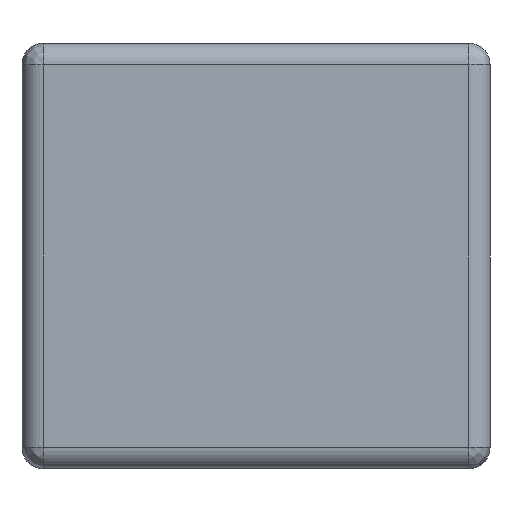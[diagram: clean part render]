
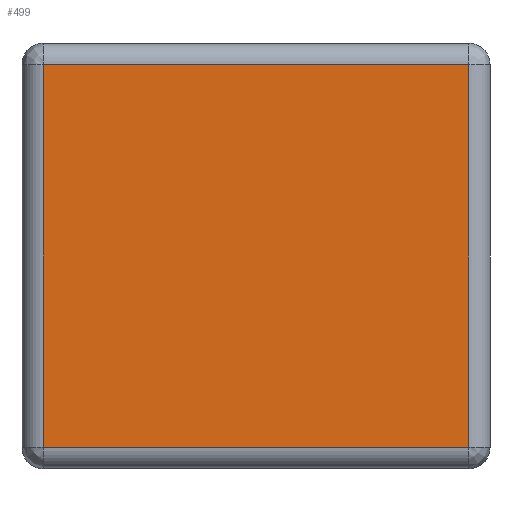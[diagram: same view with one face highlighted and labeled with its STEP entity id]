
A CAD part, left-side view. The second image highlights one B-rep face of the part: STEP entity #499.
In plain terms, the highlighted planar face has unit normal (-1, 0, 0).
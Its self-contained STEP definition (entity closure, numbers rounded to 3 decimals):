
#288=VERTEX_POINT('NONE',#289);
#289=CARTESIAN_POINT('',(-0.3,0.015,-0.135));
#298=VERTEX_POINT('NONE',#299);
#299=CARTESIAN_POINT('',(-0.3,0.015,0.135));
#306=EDGE_CURVE('NONE',#298,#288,#307,.T.);
#307=LINE('',#308,#309);
#308=CARTESIAN_POINT('',(-0.3,0.015,-0.15));
#309=VECTOR('',#310,1.0);
#310=DIRECTION('',(0.,0.0,-1.0));
#350=EDGE_CURVE('NONE',#288,#351,#353,.T.);
#351=VERTEX_POINT('NONE',#352);
#352=CARTESIAN_POINT('',(-0.3,0.315,-0.135));
#353=LINE('',#354,#355);
#354=CARTESIAN_POINT('',(-0.3,0.33,-0.135));
#355=VECTOR('',#356,1.0);
#356=DIRECTION('',(0.0,1.0,0.0));
#404=EDGE_CURVE('NONE',#351,#405,#407,.T.);
#405=VERTEX_POINT('NONE',#406);
#406=CARTESIAN_POINT('',(-0.3,0.315,0.135));
#407=LINE('',#408,#409);
#408=CARTESIAN_POINT('',(-0.3,0.315,0.));
#409=VECTOR('',#410,1.0);
#410=DIRECTION('',(0.,0.0,1.0));
#458=EDGE_CURVE('NONE',#405,#298,#459,.T.);
#459=LINE('',#460,#461);
#460=CARTESIAN_POINT('',(-0.3,0.33,0.135));
#461=VECTOR('',#462,1.0);
#462=DIRECTION('',(0.0,-1.0,0.0));
#499=ADVANCED_FACE('NONE',(#500),#506,.F.);
#500=FACE_BOUND('NONE',#501,.T.);
#501=EDGE_LOOP('',(#502,#503,#504,#505));
#502=ORIENTED_EDGE('',*,*,#350,.F.);
#503=ORIENTED_EDGE('',*,*,#306,.F.);
#504=ORIENTED_EDGE('',*,*,#458,.F.);
#505=ORIENTED_EDGE('',*,*,#404,.F.);
#506=PLANE('',#507);
#507=AXIS2_PLACEMENT_3D('',#508,#509,#510);
#508=CARTESIAN_POINT('',(-0.3,0.33,-0.15));
#509=DIRECTION('',(1.0,0.0,0.));
#510=DIRECTION('',(0.,0.0,-1.0));
